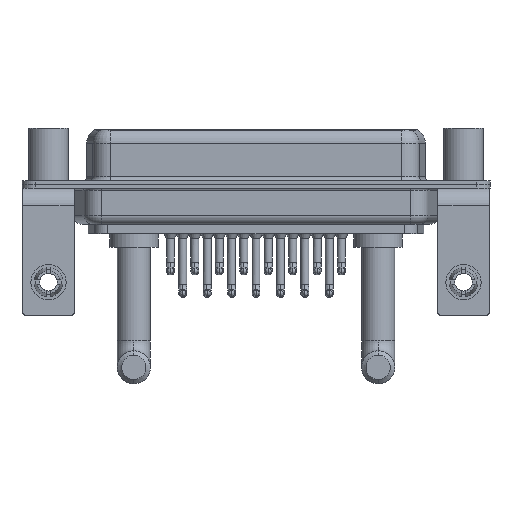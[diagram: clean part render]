
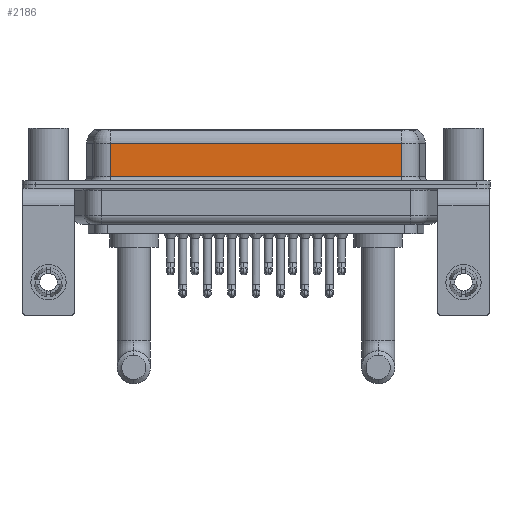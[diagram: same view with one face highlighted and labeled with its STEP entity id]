
A CAD part, front view. The second image highlights one B-rep face of the part: STEP entity #2186.
In plain terms, the highlighted planar face has unit normal (0, -1, 0).
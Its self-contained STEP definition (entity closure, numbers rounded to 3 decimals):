
#799 = CARTESIAN_POINT ( 'NONE',  ( 40.037, -3.95, 4.65 ) ) ;
#1247 = CARTESIAN_POINT ( 'NONE',  ( 7.013, -3.95, 6.4 ) ) ;
#1870 = FACE_OUTER_BOUND ( 'NONE', #20375, .T. ) ;
#2079 = CARTESIAN_POINT ( 'NONE',  ( 40.037, -3.95, 0.9 ) ) ;
#2186 = ADVANCED_FACE ( 'NONE', ( #1870 ), #12852, .F. ) ;
#3751 = CARTESIAN_POINT ( 'NONE',  ( 40.037, -3.95, 4.65 ) ) ;
#3804 = CARTESIAN_POINT ( 'NONE',  ( 7.013, -3.95, 0.9 ) ) ;
#4520 = DIRECTION ( 'NONE',  ( -1., 0., 0. ) ) ;
#5079 = CARTESIAN_POINT ( 'NONE',  ( 7.013, -3.95, 4.65 ) ) ;
#5655 = VERTEX_POINT ( 'NONE', #3804 ) ;
#6226 = VECTOR ( 'NONE', #12507, 1000. ) ;
#8856 = VERTEX_POINT ( 'NONE', #3751 ) ;
#9448 = VECTOR ( 'NONE', #11707, 1000. ) ;
#10185 = ORIENTED_EDGE ( 'NONE', *, *, #11716, .T. ) ;
#11139 = DIRECTION ( 'NONE',  ( 0., 0., 1. ) ) ;
#11707 = DIRECTION ( 'NONE',  ( 1., 0., 0. ) ) ;
#11716 = EDGE_CURVE ( 'NONE', #21008, #5655, #22356, .T. ) ;
#12507 = DIRECTION ( 'NONE',  ( 0., 0., -1. ) ) ;
#12852 = PLANE ( 'NONE',  #16944 ) ;
#13289 = ORIENTED_EDGE ( 'NONE', *, *, #21682, .T. ) ;
#14133 = ORIENTED_EDGE ( 'NONE', *, *, #20380, .F. ) ;
#15497 = LINE ( 'NONE', #799, #22427 ) ;
#16832 = CARTESIAN_POINT ( 'NONE',  ( 40.037, -3.95, 0.9 ) ) ;
#16932 = DIRECTION ( 'NONE',  ( 0., 1., 0. ) ) ;
#16944 = AXIS2_PLACEMENT_3D ( 'NONE', #20767, #16932, #11139 ) ;
#18929 = VECTOR ( 'NONE', #24206, 1000. ) ;
#19243 = VERTEX_POINT ( 'NONE', #16832 ) ;
#20375 = EDGE_LOOP ( 'NONE', ( #14133, #13289, #10185, #22590 ) ) ;
#20380 = EDGE_CURVE ( 'NONE', #8856, #19243, #21441, .T. ) ;
#20767 = CARTESIAN_POINT ( 'NONE',  ( 40.037, -3.95, 6.4 ) ) ;
#21008 = VERTEX_POINT ( 'NONE', #5079 ) ;
#21086 = CARTESIAN_POINT ( 'NONE',  ( 40.037, -3.95, 6.4 ) ) ;
#21097 = LINE ( 'NONE', #2079, #9448 ) ;
#21441 = LINE ( 'NONE', #21086, #6226 ) ;
#21682 = EDGE_CURVE ( 'NONE', #8856, #21008, #15497, .T. ) ;
#22356 = LINE ( 'NONE', #1247, #18929 ) ;
#22397 = EDGE_CURVE ( 'NONE', #5655, #19243, #21097, .T. ) ;
#22427 = VECTOR ( 'NONE', #4520, 1000. ) ;
#22590 = ORIENTED_EDGE ( 'NONE', *, *, #22397, .T. ) ;
#24206 = DIRECTION ( 'NONE',  ( 0., 0., -1. ) ) ;
